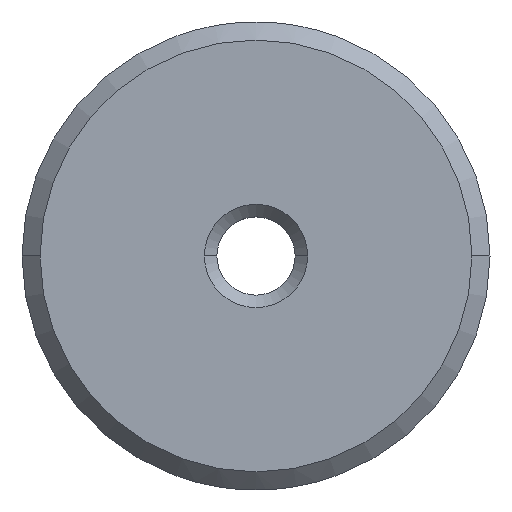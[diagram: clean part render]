
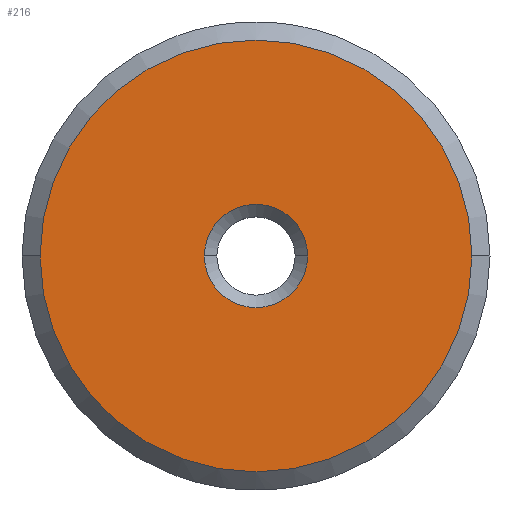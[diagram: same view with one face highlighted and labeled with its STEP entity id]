
A CAD part, top view. The second image highlights one B-rep face of the part: STEP entity #216.
In plain terms, the highlighted planar face has unit normal (0, 0, 1).
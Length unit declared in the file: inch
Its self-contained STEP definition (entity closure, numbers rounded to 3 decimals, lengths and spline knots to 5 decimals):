
#11 = PLANE ( 'NONE',  #361 ) ;
#26 = CIRCLE ( 'NONE', #75, 0.0825 ) ;
#41 = VERTEX_POINT ( 'NONE', #162 ) ;
#44 = VERTEX_POINT ( 'NONE', #351 ) ;
#49 = EDGE_CURVE ( 'NONE', #41, #193, #429, .T. ) ;
#75 = AXIS2_PLACEMENT_3D ( 'NONE', #319, #388, #468 ) ;
#77 = EDGE_CURVE ( 'NONE', #193, #41, #337, .T. ) ;
#94 = ORIENTED_EDGE ( 'NONE', *, *, #77, .T. ) ;
#122 = DIRECTION ( 'NONE',  ( 1., 0., 0. ) ) ;
#127 = FACE_BOUND ( 'NONE', #411, .T. ) ;
#162 = CARTESIAN_POINT ( 'NONE',  ( 0.345, 0., 0. ) ) ;
#163 = CARTESIAN_POINT ( 'NONE',  ( 0.0625, 0., 0. ) ) ;
#164 = EDGE_CURVE ( 'NONE', #391, #44, #369, .T. ) ;
#169 = ORIENTED_EDGE ( 'NONE', *, *, #385, .T. ) ;
#179 = DIRECTION ( 'NONE',  ( 0., 0., 1. ) ) ;
#193 = VERTEX_POINT ( 'NONE', #195 ) ;
#195 = CARTESIAN_POINT ( 'NONE',  ( -0.345, 0., 0. ) ) ;
#200 = DIRECTION ( 'NONE',  ( 0., 0., 1. ) ) ;
#216 = ADVANCED_FACE ( 'NONE', ( #127, #341 ), #11, .T. ) ;
#219 = AXIS2_PLACEMENT_3D ( 'NONE', #308, #415, #302 ) ;
#245 = AXIS2_PLACEMENT_3D ( 'NONE', #456, #267, #464 ) ;
#253 = AXIS2_PLACEMENT_3D ( 'NONE', #279, #179, #365 ) ;
#260 = ORIENTED_EDGE ( 'NONE', *, *, #49, .T. ) ;
#267 = DIRECTION ( 'NONE',  ( 0., 0., 1. ) ) ;
#279 = CARTESIAN_POINT ( 'NONE',  ( 0., 0., 0. ) ) ;
#302 = DIRECTION ( 'NONE',  ( 1., 0., 0. ) ) ;
#308 = CARTESIAN_POINT ( 'NONE',  ( 0., 0., 0. ) ) ;
#319 = CARTESIAN_POINT ( 'NONE',  ( 0., 0., 0. ) ) ;
#337 = CIRCLE ( 'NONE', #253, 0.345 ) ;
#341 = FACE_OUTER_BOUND ( 'NONE', #417, .T. ) ;
#351 = CARTESIAN_POINT ( 'NONE',  ( 0.0825, 0., 0. ) ) ;
#361 = AXIS2_PLACEMENT_3D ( 'NONE', #163, #200, #122 ) ;
#365 = DIRECTION ( 'NONE',  ( 1., 0., 0. ) ) ;
#369 = CIRCLE ( 'NONE', #219, 0.0825 ) ;
#385 = EDGE_CURVE ( 'NONE', #44, #391, #26, .T. ) ;
#388 = DIRECTION ( 'NONE',  ( 0., 0., -1. ) ) ;
#391 = VERTEX_POINT ( 'NONE', #426 ) ;
#411 = EDGE_LOOP ( 'NONE', ( #169, #459 ) ) ;
#415 = DIRECTION ( 'NONE',  ( 0., 0., -1. ) ) ;
#417 = EDGE_LOOP ( 'NONE', ( #94, #260 ) ) ;
#426 = CARTESIAN_POINT ( 'NONE',  ( -0.0825, 0., 0. ) ) ;
#429 = CIRCLE ( 'NONE', #245, 0.345 ) ;
#456 = CARTESIAN_POINT ( 'NONE',  ( 0., 0., 0. ) ) ;
#459 = ORIENTED_EDGE ( 'NONE', *, *, #164, .T. ) ;
#464 = DIRECTION ( 'NONE',  ( 1., 0., 0. ) ) ;
#468 = DIRECTION ( 'NONE',  ( 1., 0., 0. ) ) ;
